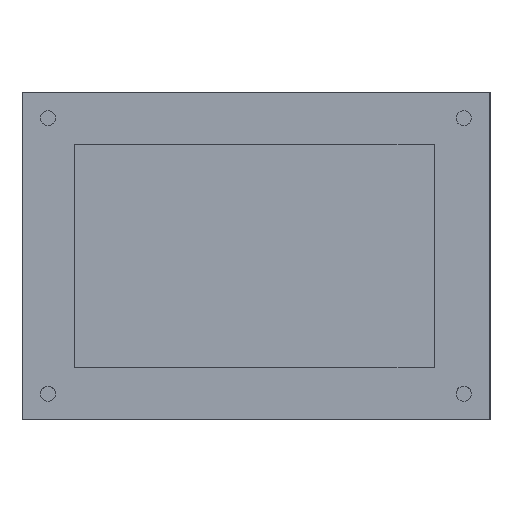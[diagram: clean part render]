
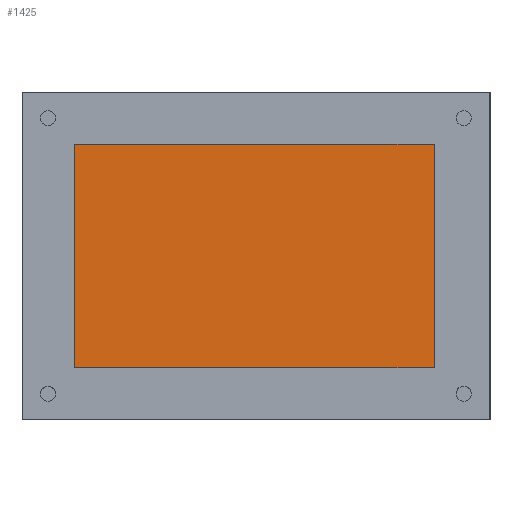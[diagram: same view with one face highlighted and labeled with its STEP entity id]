
A CAD part, top view. The second image highlights one B-rep face of the part: STEP entity #1425.
In plain terms, the highlighted planar face has unit normal (0, 0, 1).
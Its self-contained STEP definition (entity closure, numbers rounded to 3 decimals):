
#136=FACE_OUTER_BOUND('',#222,.T.);
#222=EDGE_LOOP('',(#1116,#1117,#1118,#1119));
#345=LINE('',#2161,#507);
#350=LINE('',#2170,#512);
#352=LINE('',#2175,#514);
#355=LINE('',#2179,#517);
#507=VECTOR('',#1750,10.);
#512=VECTOR('',#1757,10.);
#514=VECTOR('',#1761,10.);
#517=VECTOR('',#1766,10.);
#651=VERTEX_POINT('',#2158);
#652=VERTEX_POINT('',#2160);
#655=VERTEX_POINT('',#2168);
#657=VERTEX_POINT('',#2174);
#815=EDGE_CURVE('',#652,#651,#345,.T.);
#820=EDGE_CURVE('',#651,#655,#350,.T.);
#822=EDGE_CURVE('',#657,#652,#352,.T.);
#825=EDGE_CURVE('',#655,#657,#355,.T.);
#1116=ORIENTED_EDGE('',*,*,#825,.T.);
#1117=ORIENTED_EDGE('',*,*,#822,.T.);
#1118=ORIENTED_EDGE('',*,*,#815,.T.);
#1119=ORIENTED_EDGE('',*,*,#820,.T.);
#1369=PLANE('',#1523);
#1425=ADVANCED_FACE('',(#136),#1369,.T.);
#1523=AXIS2_PLACEMENT_3D('',#2180,#1767,#1768);
#1750=DIRECTION('',(-1.,0.,0.));
#1757=DIRECTION('',(0.,-1.,0.));
#1761=DIRECTION('',(0.,1.,0.));
#1766=DIRECTION('',(1.,0.,0.));
#1767=DIRECTION('center_axis',(0.,0.,1.));
#1768=DIRECTION('ref_axis',(1.,0.,0.));
#2158=CARTESIAN_POINT('',(-12.198,77.516,13.));
#2160=CARTESIAN_POINT('',(56.858,77.516,13.));
#2161=CARTESIAN_POINT('',(-12.198,77.516,13.));
#2168=CARTESIAN_POINT('',(-12.198,34.654,13.));
#2170=CARTESIAN_POINT('',(-12.198,34.654,13.));
#2174=CARTESIAN_POINT('',(56.858,34.654,13.));
#2175=CARTESIAN_POINT('',(56.858,77.516,13.));
#2179=CARTESIAN_POINT('',(56.858,34.654,13.));
#2180=CARTESIAN_POINT('Origin',(22.33,56.085,13.));
